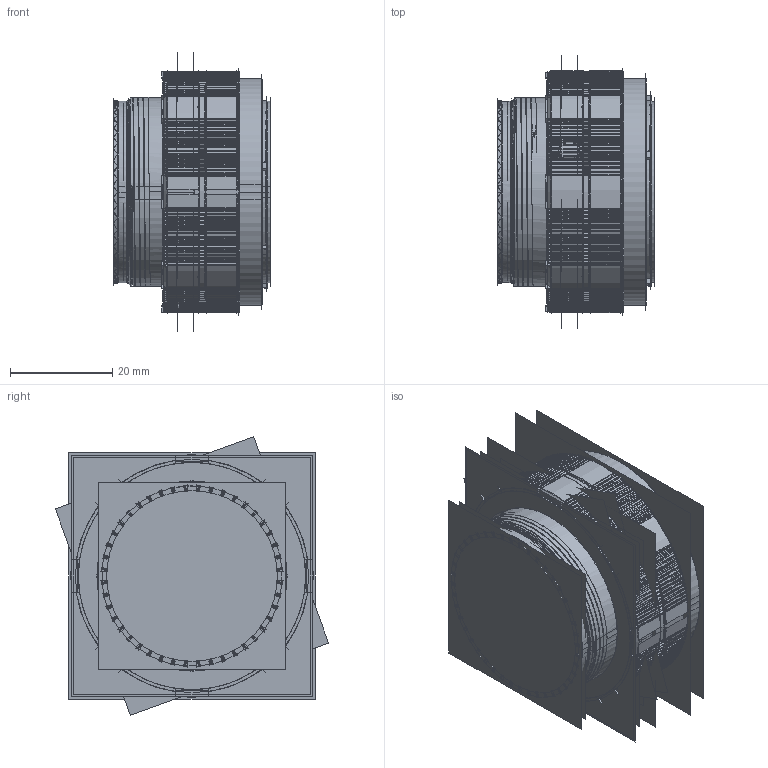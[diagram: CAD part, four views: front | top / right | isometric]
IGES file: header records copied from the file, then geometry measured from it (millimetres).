
Start section:  PTC IGES file: tv06_t25.igs
Global section: file name: tv06_t25.igs; native system: Pro/ENGINEER by Parametric Technology Corporation; preprocessor: 2005170; author: Monet_E; organization: Unknown; date: 061221.160852; units: millimetre
Bounding box: 30.78 x 53.48 x 54.5 mm (x, y, z)
Volume: 33910.5 mm3; surface area: 470930.2 mm2
Topology: 5 solids, 5 shells, 5186 faces, 25744 edges, 31947 vertices
Faces by surface type: bspline 3094, revolution 2092
